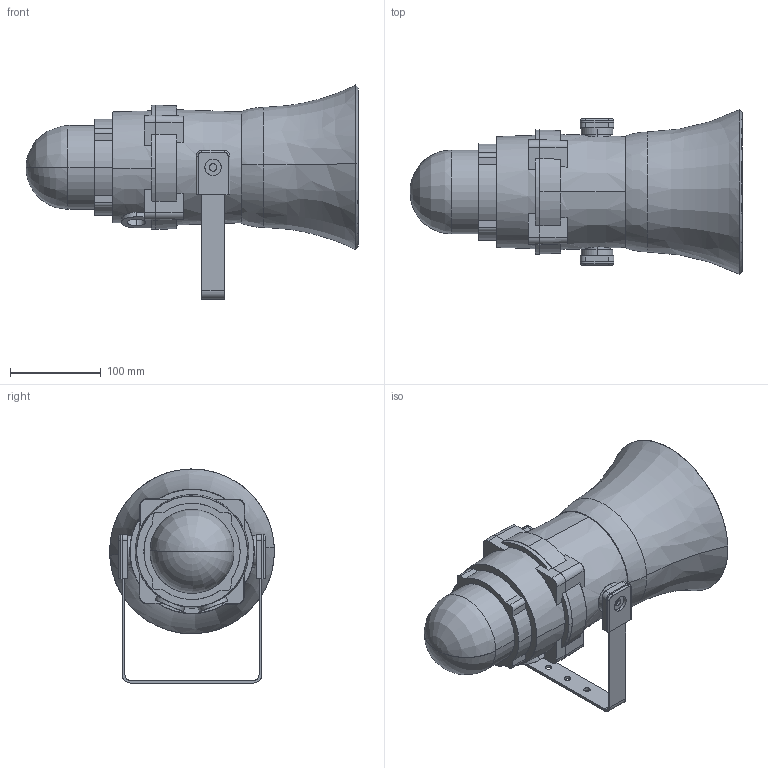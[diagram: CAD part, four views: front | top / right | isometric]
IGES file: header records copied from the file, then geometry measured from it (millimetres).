
Start section: SolidWorks IGES file using analytic representation for surfaces
Global section: file name: SK0116-3D_Issue_A.IGS; native system: SolidWorks 2014; preprocessor: SolidWorks 2014; author: randip.rait; date: 140217.112946; units: millimetre
Bounding box: 365.6 x 181.45 x 235.81 mm (x, y, z)
Surface area: 394003.6 mm2 (no closed solid volume)
Topology: 0 solids, 0 shells, 258 faces, 5809 edges, 7102 vertices
Faces by surface type: bspline 137, revolution 121
